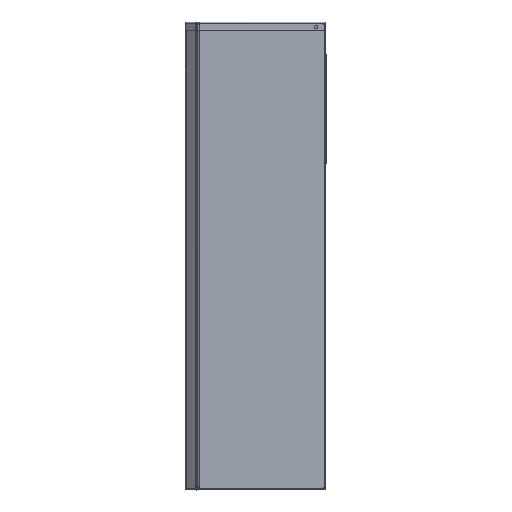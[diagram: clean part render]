
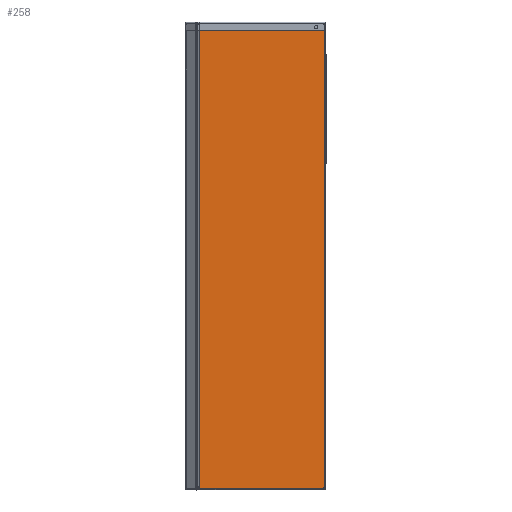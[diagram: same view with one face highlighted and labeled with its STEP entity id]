
A CAD part, top view. The second image highlights one B-rep face of the part: STEP entity #258.
In plain terms, the highlighted planar face has unit normal (0, 0, 1).
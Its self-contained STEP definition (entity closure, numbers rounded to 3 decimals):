
#258 = ADVANCED_FACE ( 'NONE', ( #29941, #29943 ), #29942, .F. ) ;
#2180 = VERTEX_POINT ( 'NONE', #9686 ) ;
#2183 = VERTEX_POINT ( 'NONE', #9650 ) ;
#2204 = VERTEX_POINT ( 'NONE', #9722 ) ;
#2212 = VERTEX_POINT ( 'NONE', #9706 ) ;
#2214 = VERTEX_POINT ( 'NONE', #9792 ) ;
#2217 = VERTEX_POINT ( 'NONE', #9712 ) ;
#2223 = VERTEX_POINT ( 'NONE', #9780 ) ;
#2226 = VERTEX_POINT ( 'NONE', #9752 ) ;
#2227 = VERTEX_POINT ( 'NONE', #9810 ) ;
#2238 = VERTEX_POINT ( 'NONE', #9754 ) ;
#2300 = VERTEX_POINT ( 'NONE', #9942 ) ;
#5998 = EDGE_LOOP ( 'NONE', ( #47110, #46988, #47045, #47049 ) ) ;
#6014 = EDGE_LOOP ( 'NONE', ( #47108, #46986, #47103, #47067, #47109, #47053, #47089, #11401, #11413 ) ) ;
#6631 = EDGE_CURVE ( 'NONE', #11329, #11338, #27234, .T. ) ;
#9650 = CARTESIAN_POINT ( 'NONE',  ( 15080.161, 2683.677, 351.115 ) ) ;
#9686 = CARTESIAN_POINT ( 'NONE',  ( 15089.73, 1942.077, 351.115 ) ) ;
#9706 = CARTESIAN_POINT ( 'NONE',  ( 14889.825, 1944.786, 351.115 ) ) ;
#9712 = CARTESIAN_POINT ( 'NONE',  ( 14889.825, 2687.829, 351.115 ) ) ;
#9722 = CARTESIAN_POINT ( 'NONE',  ( 15075.661, 2682.677, 351.115 ) ) ;
#9752 = CARTESIAN_POINT ( 'NONE',  ( 15089.761, 2688.248, 351.115 ) ) ;
#9754 = CARTESIAN_POINT ( 'NONE',  ( 15075.661, 2683.677, 351.115 ) ) ;
#9780 = CARTESIAN_POINT ( 'NONE',  ( 14889.717, 1942.077, 351.115 ) ) ;
#9792 = CARTESIAN_POINT ( 'NONE',  ( 14890.242, 2688.248, 351.115 ) ) ;
#9810 = CARTESIAN_POINT ( 'NONE',  ( 14890.214, 1943.39, 351.115 ) ) ;
#9942 = CARTESIAN_POINT ( 'NONE',  ( 15080.161, 2682.677, 351.115 ) ) ;
#11329 = VERTEX_POINT ( 'NONE', #31786 ) ;
#11338 = VERTEX_POINT ( 'NONE', #31802 ) ;
#11401 = ORIENTED_EDGE ( 'NONE', *, *, #48187, .F. ) ;
#11413 = ORIENTED_EDGE ( 'NONE', *, *, #48157, .T. ) ;
#25516 = AXIS2_PLACEMENT_3D ( 'NONE', #29947, #29918, #29936 ) ;
#25732 = VECTOR ( 'NONE', #27219, 1000. ) ;
#27219 = DIRECTION ( 'NONE',  ( 0., 1., 0. ) ) ;
#27234 = LINE ( 'NONE', #27253, #25732 ) ;
#27253 = CARTESIAN_POINT ( 'NONE',  ( 15090.967, 2689.156, 351.115 ) ) ;
#29918 = DIRECTION ( 'NONE',  ( 0., 0., -1. ) ) ;
#29936 = DIRECTION ( 'NONE',  ( -1., 0., 0. ) ) ;
#29941 = FACE_BOUND ( 'NONE', #5998, .T. ) ;
#29942 = PLANE ( 'NONE',  #25516 ) ;
#29943 = FACE_OUTER_BOUND ( 'NONE', #6014, .T. ) ;
#29947 = CARTESIAN_POINT ( 'NONE',  ( 15433.663, 2689.156, 351.115 ) ) ;
#31786 = CARTESIAN_POINT ( 'NONE',  ( 15090.967, 1943.056, 351.115 ) ) ;
#31802 = CARTESIAN_POINT ( 'NONE',  ( 15090.967, 2687.31, 351.115 ) ) ;
#35164 = AXIS2_PLACEMENT_3D ( 'NONE', #39013, #39008, #39014 ) ;
#35171 = AXIS2_PLACEMENT_3D ( 'NONE', #39011, #39017, #38992 ) ;
#35175 = AXIS2_PLACEMENT_3D ( 'NONE', #38981, #38987, #38977 ) ;
#35176 = AXIS2_PLACEMENT_3D ( 'NONE', #39029, #39035, #39023 ) ;
#35187 = VECTOR ( 'NONE', #39066, 1000. ) ;
#35191 = CIRCLE ( 'NONE', #35171, 3. ) ;
#35207 = CIRCLE ( 'NONE', #35175, 2.25 ) ;
#35210 = CIRCLE ( 'NONE', #35176, 2.25 ) ;
#35214 = CIRCLE ( 'NONE', #35164, 1. ) ;
#35237 = CIRCLE ( 'NONE', #35260, 3. ) ;
#35254 = VECTOR ( 'NONE', #39076, 1000. ) ;
#35257 = VECTOR ( 'NONE', #39167, 1000. ) ;
#35260 = AXIS2_PLACEMENT_3D ( 'NONE', #39131, #39126, #39088 ) ;
#35272 = CIRCLE ( 'NONE', #35280, 1. ) ;
#35280 = AXIS2_PLACEMENT_3D ( 'NONE', #39199, #39184, #39198 ) ;
#35290 = VECTOR ( 'NONE', #39104, 1000. ) ;
#35593 = VECTOR ( 'NONE', #40563, 1000. ) ;
#35636 = AXIS2_PLACEMENT_3D ( 'NONE', #40651, #40673, #40649 ) ;
#35657 = CIRCLE ( 'NONE', #35636, 4. ) ;
#38977 = DIRECTION ( 'NONE',  ( -1., 0., 0. ) ) ;
#38981 = CARTESIAN_POINT ( 'NONE',  ( 15077.911, 2682.677, 351.115 ) ) ;
#38987 = DIRECTION ( 'NONE',  ( 0., 0., -1. ) ) ;
#38992 = DIRECTION ( 'NONE',  ( -1., 0., 0. ) ) ;
#39008 = DIRECTION ( 'NONE',  ( 0., 0., 1. ) ) ;
#39011 = CARTESIAN_POINT ( 'NONE',  ( 15092.145, 2690.069, 351.115 ) ) ;
#39013 = CARTESIAN_POINT ( 'NONE',  ( 14889.356, 1943.903, 351.115 ) ) ;
#39014 = DIRECTION ( 'NONE',  ( -1., 0., 0. ) ) ;
#39017 = DIRECTION ( 'NONE',  ( 0., 0., 1. ) ) ;
#39023 = DIRECTION ( 'NONE',  ( -1., 0., 0. ) ) ;
#39029 = CARTESIAN_POINT ( 'NONE',  ( 15077.911, 2683.677, 351.115 ) ) ;
#39035 = DIRECTION ( 'NONE',  ( 0., 0., -1. ) ) ;
#39058 = LINE ( 'NONE', #39063, #35187 ) ;
#39063 = CARTESIAN_POINT ( 'NONE',  ( 15080.161, 2683.677, 351.115 ) ) ;
#39066 = DIRECTION ( 'NONE',  ( 0., -1., 0. ) ) ;
#39070 = CARTESIAN_POINT ( 'NONE',  ( 14889.825, 2689.156, 351.115 ) ) ;
#39076 = DIRECTION ( 'NONE',  ( 0., 1., 0. ) ) ;
#39082 = LINE ( 'NONE', #39070, #35254 ) ;
#39084 = CARTESIAN_POINT ( 'NONE',  ( 15433.663, 2688.248, 351.115 ) ) ;
#39088 = DIRECTION ( 'NONE',  ( -1., 0., 0. ) ) ;
#39090 = LINE ( 'NONE', #39084, #35290 ) ;
#39104 = DIRECTION ( 'NONE',  ( 1., 0., 0. ) ) ;
#39126 = DIRECTION ( 'NONE',  ( 0., 0., 1. ) ) ;
#39131 = CARTESIAN_POINT ( 'NONE',  ( 15092.145, 1940.297, 351.115 ) ) ;
#39157 = LINE ( 'NONE', #39178, #35257 ) ;
#39167 = DIRECTION ( 'NONE',  ( 0., 1., 0. ) ) ;
#39178 = CARTESIAN_POINT ( 'NONE',  ( 15075.661, 2683.677, 351.115 ) ) ;
#39184 = DIRECTION ( 'NONE',  ( 0., 0., 1. ) ) ;
#39198 = DIRECTION ( 'NONE',  ( -1., 0., 0. ) ) ;
#39199 = CARTESIAN_POINT ( 'NONE',  ( 14889.356, 2688.713, 351.115 ) ) ;
#40563 = DIRECTION ( 'NONE',  ( 1., 0., 0. ) ) ;
#40567 = CARTESIAN_POINT ( 'NONE',  ( 15433.663, 1942.077, 351.115 ) ) ;
#40573 = LINE ( 'NONE', #40567, #35593 ) ;
#40649 = DIRECTION ( 'NONE',  ( -1., 0., 0. ) ) ;
#40651 = CARTESIAN_POINT ( 'NONE',  ( 14893.649, 1941.339, 351.115 ) ) ;
#40673 = DIRECTION ( 'NONE',  ( 0., 0., -1. ) ) ;
#46986 = ORIENTED_EDGE ( 'NONE', *, *, #6631, .T. ) ;
#46988 = ORIENTED_EDGE ( 'NONE', *, *, #47759, .T. ) ;
#47045 = ORIENTED_EDGE ( 'NONE', *, *, #47776, .T. ) ;
#47049 = ORIENTED_EDGE ( 'NONE', *, *, #47752, .T. ) ;
#47053 = ORIENTED_EDGE ( 'NONE', *, *, #47784, .F. ) ;
#47067 = ORIENTED_EDGE ( 'NONE', *, *, #47789, .F. ) ;
#47089 = ORIENTED_EDGE ( 'NONE', *, *, #47767, .F. ) ;
#47103 = ORIENTED_EDGE ( 'NONE', *, *, #47769, .F. ) ;
#47108 = ORIENTED_EDGE ( 'NONE', *, *, #47797, .F. ) ;
#47109 = ORIENTED_EDGE ( 'NONE', *, *, #47815, .F. ) ;
#47110 = ORIENTED_EDGE ( 'NONE', *, *, #47808, .T. ) ;
#47752 = EDGE_CURVE ( 'NONE', #2300, #2204, #35207, .T. ) ;
#47759 = EDGE_CURVE ( 'NONE', #2238, #2183, #35210, .T. ) ;
#47767 = EDGE_CURVE ( 'NONE', #2227, #2212, #35214, .T. ) ;
#47769 = EDGE_CURVE ( 'NONE', #2226, #11338, #35191, .T. ) ;
#47776 = EDGE_CURVE ( 'NONE', #2183, #2300, #39058, .T. ) ;
#47784 = EDGE_CURVE ( 'NONE', #2212, #2217, #39082, .T. ) ;
#47789 = EDGE_CURVE ( 'NONE', #2214, #2226, #39090, .T. ) ;
#47797 = EDGE_CURVE ( 'NONE', #11329, #2180, #35237, .T. ) ;
#47808 = EDGE_CURVE ( 'NONE', #2204, #2238, #39157, .T. ) ;
#47815 = EDGE_CURVE ( 'NONE', #2217, #2214, #35272, .T. ) ;
#48157 = EDGE_CURVE ( 'NONE', #2223, #2180, #40573, .T. ) ;
#48187 = EDGE_CURVE ( 'NONE', #2223, #2227, #35657, .T. ) ;
